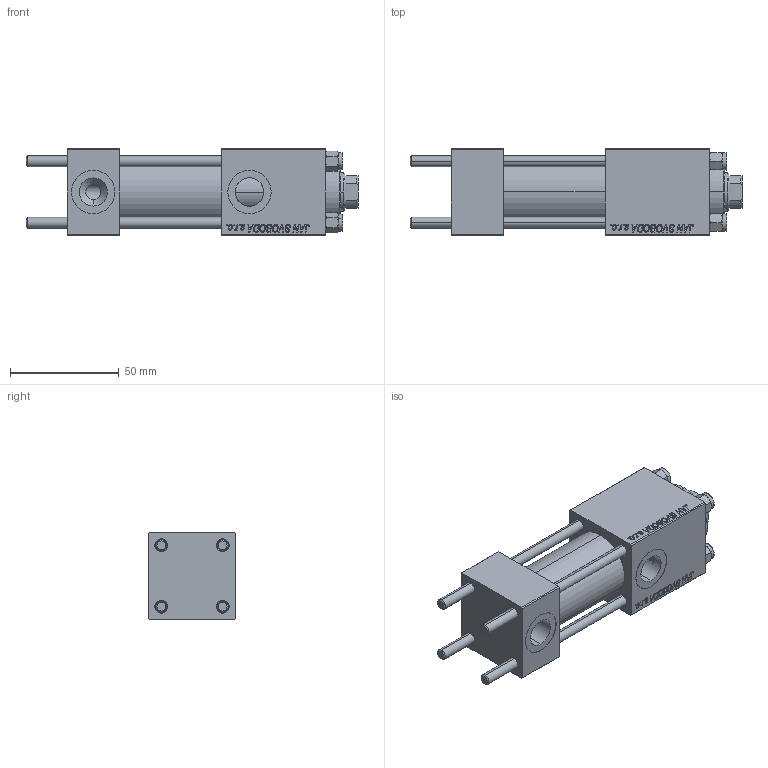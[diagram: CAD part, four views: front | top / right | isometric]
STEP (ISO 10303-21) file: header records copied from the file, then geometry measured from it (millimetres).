
FILE_DESCRIPTION (( 'STEP AP203' ), '1' );
FILE_NAME ('9f19.STEP', '2025-05-26T15:01:23', ( '' ), ( '' ), 'SwSTEP 2.0', 'SolidWorks 2019', '' );
FILE_SCHEMA (( 'CONFIG_CONTROL_DESIGN' ));
Length unit declared in the file: millimetre
Products named in the file (6): NUT_M5 4c3900746dcc151257061d96117d7a58; V215CR_BODY_A 4c3900746dcc151257061d96117d7a58; V215_VC_A 4c3900746dcc151257061d96117d7a58; 9f19; V215CR_VCP 4c3900746dcc151257061d96117d7a58; CR025_012_A_0_G_A_G_M_020_+#_##_TYCINKA 4c3900746dcc151257061d96117d7a58
Assembly tree (11 placements, depth 2):
  9f19
    V215CR_BODY_A 4c3900746dcc151257061d96117d7a58
    CR025_012_A_0_G_A_G_M_020_+#_##_TYCINKA 4c3900746dcc151257061d96117d7a58  x4
    NUT_M5 4c3900746dcc151257061d96117d7a58  x4
    V215CR_VCP 4c3900746dcc151257061d96117d7a58
    V215_VC_A 4c3900746dcc151257061d96117d7a58
Bounding box: 153 x 40 x 40 mm (x, y, z)
Volume: 152395.7 mm3; surface area: 61142.3 mm2
Topology: 11 solids, 11 shells, 1129 faces, 2846 edges, 1845 vertices
Faces by surface type: plane 516, bspline 392, cone 136, cylinder 77, torus 8
Entity records: 49760 total; most frequent: CARTESIAN_POINT 27007, ORIENTED_EDGE 5184, DIRECTION 3214, EDGE_CURVE 2592, VERTEX_POINT 1701, LINE 1582, VECTOR 1582, EDGE_LOOP 1135
